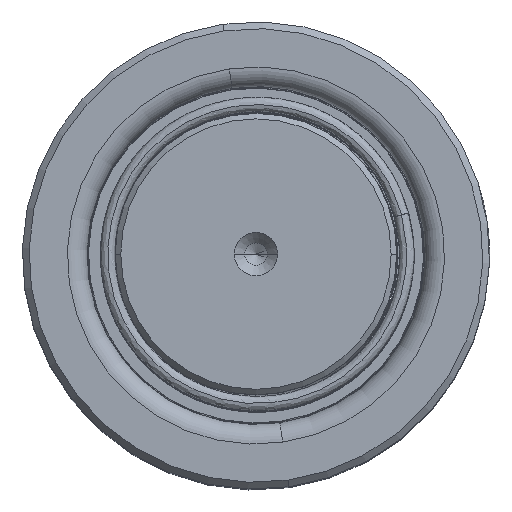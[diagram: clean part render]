
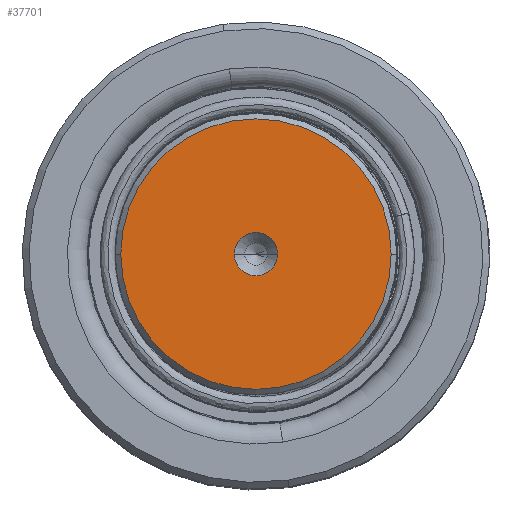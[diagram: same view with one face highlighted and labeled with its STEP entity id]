
A CAD part, top view. The second image highlights one B-rep face of the part: STEP entity #37701.
In plain terms, the highlighted planar face has unit normal (0, 0, 1).
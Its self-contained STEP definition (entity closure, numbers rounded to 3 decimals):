
#1043 = AXIS2_PLACEMENT_3D ( 'NONE', #12441, #27432, #27276 ) ;
#3023 = DIRECTION ( 'NONE',  ( 1., 0., 0. ) ) ;
#3315 = VERTEX_POINT ( 'NONE', #19896 ) ;
#5450 = VERTEX_POINT ( 'NONE', #11007 ) ;
#6715 = DIRECTION ( 'NONE',  ( 0., 0., 1. ) ) ;
#7087 = EDGE_CURVE ( 'NONE', #3315, #5450, #20328, .T. ) ;
#7584 = DIRECTION ( 'NONE',  ( 0., 0., 1. ) ) ;
#7698 = ORIENTED_EDGE ( 'NONE', *, *, #9856, .T. ) ;
#9216 = ORIENTED_EDGE ( 'NONE', *, *, #27234, .T. ) ;
#9856 = EDGE_CURVE ( 'NONE', #34491, #23797, #43869, .T. ) ;
#11007 = CARTESIAN_POINT ( 'NONE',  ( -3.85, 0., 240. ) ) ;
#12441 = CARTESIAN_POINT ( 'NONE',  ( 0., 0., 240. ) ) ;
#13706 = AXIS2_PLACEMENT_3D ( 'NONE', #32851, #25567, #3023 ) ;
#14206 = PLANE ( 'NONE',  #33347 ) ;
#19896 = CARTESIAN_POINT ( 'NONE',  ( 3.85, 0., 240. ) ) ;
#20328 = CIRCLE ( 'NONE', #13706, 3.85 ) ;
#22431 = DIRECTION ( 'NONE',  ( 1., 0., 0. ) ) ;
#23797 = VERTEX_POINT ( 'NONE', #32515 ) ;
#24235 = ORIENTED_EDGE ( 'NONE', *, *, #7087, .F. ) ;
#25074 = CARTESIAN_POINT ( 'NONE',  ( -24.016, 0., 240. ) ) ;
#25567 = DIRECTION ( 'NONE',  ( 0., 0., 1. ) ) ;
#25880 = CARTESIAN_POINT ( 'NONE',  ( 0., 0., 240. ) ) ;
#27234 = EDGE_CURVE ( 'NONE', #23797, #34491, #44782, .T. ) ;
#27276 = DIRECTION ( 'NONE',  ( 1., 0., 0. ) ) ;
#27432 = DIRECTION ( 'NONE',  ( 0., 0., 1. ) ) ;
#29475 = FACE_OUTER_BOUND ( 'NONE', #45378, .T. ) ;
#29679 = DIRECTION ( 'NONE',  ( 0., 0., 1. ) ) ;
#32515 = CARTESIAN_POINT ( 'NONE',  ( 24.016, 0., 240. ) ) ;
#32816 = CIRCLE ( 'NONE', #41994, 3.85 ) ;
#32851 = CARTESIAN_POINT ( 'NONE',  ( 0., 0., 240. ) ) ;
#33347 = AXIS2_PLACEMENT_3D ( 'NONE', #33818, #29679, #44708 ) ;
#33598 = DIRECTION ( 'NONE',  ( 1., 0., 0. ) ) ;
#33818 = CARTESIAN_POINT ( 'NONE',  ( 0., 0., 240. ) ) ;
#34491 = VERTEX_POINT ( 'NONE', #25074 ) ;
#37103 = AXIS2_PLACEMENT_3D ( 'NONE', #25880, #7584, #22431 ) ;
#37701 = ADVANCED_FACE ( 'NONE', ( #39574, #29475 ), #14206, .T. ) ;
#39574 = FACE_BOUND ( 'NONE', #42531, .T. ) ;
#41026 = CARTESIAN_POINT ( 'NONE',  ( 0., 0., 240. ) ) ;
#41994 = AXIS2_PLACEMENT_3D ( 'NONE', #41026, #6715, #33598 ) ;
#42531 = EDGE_LOOP ( 'NONE', ( #24235, #46245 ) ) ;
#43869 = CIRCLE ( 'NONE', #37103, 24.016 ) ;
#44708 = DIRECTION ( 'NONE',  ( 1., 0., 0. ) ) ;
#44782 = CIRCLE ( 'NONE', #1043, 24.016 ) ;
#45378 = EDGE_LOOP ( 'NONE', ( #7698, #9216 ) ) ;
#46245 = ORIENTED_EDGE ( 'NONE', *, *, #47600, .F. ) ;
#47600 = EDGE_CURVE ( 'NONE', #5450, #3315, #32816, .T. ) ;
